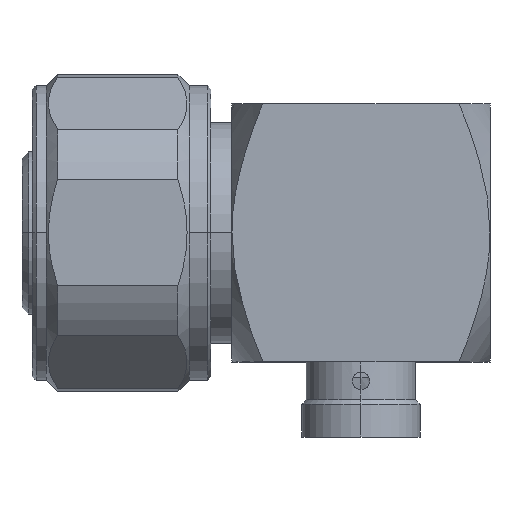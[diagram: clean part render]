
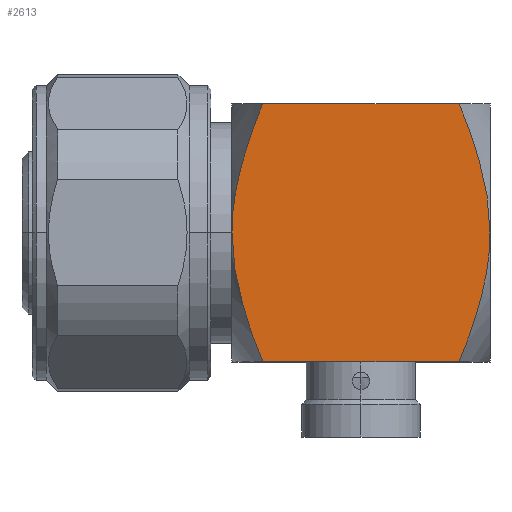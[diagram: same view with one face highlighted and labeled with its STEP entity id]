
A CAD part, top view. The second image highlights one B-rep face of the part: STEP entity #2613.
In plain terms, the highlighted planar face has unit normal (0, 0, 1).
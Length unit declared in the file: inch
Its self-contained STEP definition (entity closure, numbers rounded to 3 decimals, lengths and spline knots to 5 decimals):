
#51 = CARTESIAN_POINT ( 'NONE',  ( -0.37402, 0.03245, 0.37402 ) ) ;
#159 = CARTESIAN_POINT ( 'NONE',  ( -0.32975, 0.25264, 0.37402 ) ) ;
#232 = CARTESIAN_POINT ( 'NONE',  ( -0.28457, 0.37402, 0.37402 ) ) ;
#276 = CARTESIAN_POINT ( 'NONE',  ( 0.37341, -0.03233, 0.37402 ) ) ;
#362 = CARTESIAN_POINT ( 'NONE',  ( -0.3393, -0.22218, 0.37402 ) ) ;
#462 = EDGE_LOOP ( 'NONE', ( #727, #1038, #2169, #5599, #5546, #3658 ) ) ;
#464 = CARTESIAN_POINT ( 'NONE',  ( 0., 0., 0.37402 ) ) ;
#559 = CARTESIAN_POINT ( 'NONE',  ( 0.28457, 0.37402, 0.37402 ) ) ;
#590 = CARTESIAN_POINT ( 'NONE',  ( 0.32975, 0.25264, 0.37402 ) ) ;
#665 = VERTEX_POINT ( 'NONE', #232 ) ;
#707 = CARTESIAN_POINT ( 'NONE',  ( 0.37402, -0.01608, 0.37402 ) ) ;
#727 = ORIENTED_EDGE ( 'NONE', *, *, #4688, .F. ) ;
#733 = CARTESIAN_POINT ( 'NONE',  ( 0.32965, -0.25294, 0.37402 ) ) ;
#825 = CARTESIAN_POINT ( 'NONE',  ( -0.37341, -0.03233, 0.37402 ) ) ;
#979 = CARTESIAN_POINT ( 'NONE',  ( -0.37155, 0.0645, 0.37402 ) ) ;
#1010 = CARTESIAN_POINT ( 'NONE',  ( -0.37402, 0., 0.37402 ) ) ;
#1038 = ORIENTED_EDGE ( 'NONE', *, *, #5041, .T. ) ;
#1045 = CARTESIAN_POINT ( 'NONE',  ( -0.35578, 0.15935, 0.37402 ) ) ;
#1074 = CARTESIAN_POINT ( 'NONE',  ( 0.35563, -0.15999, 0.37402 ) ) ;
#1102 = CARTESIAN_POINT ( 'NONE',  ( 0.371, -0.0647, 0.37402 ) ) ;
#1118 = CARTESIAN_POINT ( 'NONE',  ( -0.28457, -0.37402, 0.37402 ) ) ;
#1168 = EDGE_CURVE ( 'NONE', #2831, #3700, #3408, .T. ) ;
#1204 = EDGE_CURVE ( 'NONE', #3700, #665, #3206, .T. ) ;
#1212 = AXIS2_PLACEMENT_3D ( 'NONE', #464, #1456, #1854 ) ;
#1334 = CARTESIAN_POINT ( 'NONE',  ( 0.28457, -0.37402, 0.37402 ) ) ;
#1380 = CARTESIAN_POINT ( 'NONE',  ( -0.33946, 0.22165, 0.37402 ) ) ;
#1456 = DIRECTION ( 'NONE',  ( 0., 0., -1. ) ) ;
#1506 = B_SPLINE_CURVE_WITH_KNOTS ( 'NONE', 3,
 ( #5021, #707, #276, #1102, #4994, #2858, #1074, #2430, #733, #3779, #4579, #5419 ),
 .UNSPECIFIED., .F., .F.,
 ( 4, 2, 2, 2, 2, 4 ),
 ( 0.0345, 0.03571, 0.03693, 0.03936, 0.04179, 0.04423 ),
 .UNSPECIFIED. ) ;
#1671 = CARTESIAN_POINT ( 'NONE',  ( -0.30835, -0.31402, 0.37402 ) ) ;
#1745 = VECTOR ( 'NONE', #2431, 39.37008 ) ;
#1854 = DIRECTION ( 'NONE',  ( -1., 0., 0. ) ) ;
#1893 = CARTESIAN_POINT ( 'NONE',  ( -0.30838, 0.31393, 0.37402 ) ) ;
#2089 = CARTESIAN_POINT ( 'NONE',  ( -0.36231, -0.12857, 0.37402 ) ) ;
#2169 = ORIENTED_EDGE ( 'NONE', *, *, #1204, .F. ) ;
#2255 = CARTESIAN_POINT ( 'NONE',  ( -0.36242, 0.12795, 0.37402 ) ) ;
#2288 = CARTESIAN_POINT ( 'NONE',  ( 0.29678, 0.34412, 0.37402 ) ) ;
#2318 = CARTESIAN_POINT ( 'NONE',  ( 0.33946, 0.22165, 0.37402 ) ) ;
#2430 = CARTESIAN_POINT ( 'NONE',  ( 0.3393, -0.22218, 0.37402 ) ) ;
#2431 = DIRECTION ( 'NONE',  ( 1., 0., 0. ) ) ;
#2457 = CARTESIAN_POINT ( 'NONE',  ( 0.37402, 0., 0.37402 ) ) ;
#2486 = CARTESIAN_POINT ( 'NONE',  ( 0.37155, 0.0645, 0.37402 ) ) ;
#2543 = CARTESIAN_POINT ( 'NONE',  ( -0.37402, -0.01608, 0.37402 ) ) ;
#2613 = ADVANCED_FACE ( 'NONE', ( #3627 ), #4475, .F. ) ;
#2711 = CARTESIAN_POINT ( 'NONE',  ( -0.28457, 0.37402, 0.37402 ) ) ;
#2747 = CARTESIAN_POINT ( 'NONE',  ( 0.30838, 0.31393, 0.37402 ) ) ;
#2831 = VERTEX_POINT ( 'NONE', #1118 ) ;
#2851 = CARTESIAN_POINT ( 'NONE',  ( -0.37402, 0., 0.37402 ) ) ;
#2858 = CARTESIAN_POINT ( 'NONE',  ( 0.36231, -0.12857, 0.37402 ) ) ;
#2860 = CARTESIAN_POINT ( 'NONE',  ( 0.35578, 0.15935, 0.37402 ) ) ;
#2887 = CARTESIAN_POINT ( 'NONE',  ( 0.37402, 0.03245, 0.37402 ) ) ;
#3045 = B_SPLINE_CURVE_WITH_KNOTS ( 'NONE', 3,
 ( #559, #2288, #2747, #590, #2318, #2860, #4153, #2486, #2887, #2457 ),
 .UNSPECIFIED., .F., .F.,
 ( 4, 2, 2, 2, 4 ),
 ( 0.02468, 0.02713, 0.02959, 0.03204, 0.0345 ),
 .UNSPECIFIED. ) ;
#3122 = CARTESIAN_POINT ( 'NONE',  ( 0.28457, 0.37402, 0.37402 ) ) ;
#3206 = B_SPLINE_CURVE_WITH_KNOTS ( 'NONE', 3,
 ( #1010, #51, #979, #2255, #1045, #1380, #159, #1893, #4002, #2711 ),
 .UNSPECIFIED., .F., .F.,
 ( 4, 2, 2, 2, 4 ),
 ( 0.02035, 0.02283, 0.0253, 0.02778, 0.03026 ),
 .UNSPECIFIED. ) ;
#3257 = EDGE_CURVE ( 'NONE', #4447, #5297, #1506, .T. ) ;
#3408 = B_SPLINE_CURVE_WITH_KNOTS ( 'NONE', 3,
 ( #4700, #5645, #1671, #4267, #362, #3411, #2089, #3835, #4727, #825, #2543, #4293 ),
 .UNSPECIFIED., .F., .F.,
 ( 4, 2, 2, 2, 2, 4 ),
 ( 0.01053, 0.01299, 0.01544, 0.0179, 0.01912, 0.02035 ),
 .UNSPECIFIED. ) ;
#3411 = CARTESIAN_POINT ( 'NONE',  ( -0.35563, -0.15999, 0.37402 ) ) ;
#3627 = FACE_OUTER_BOUND ( 'NONE', #462, .T. ) ;
#3658 = ORIENTED_EDGE ( 'NONE', *, *, #3257, .F. ) ;
#3700 = VERTEX_POINT ( 'NONE', #2851 ) ;
#3779 = CARTESIAN_POINT ( 'NONE',  ( 0.30835, -0.31402, 0.37402 ) ) ;
#3835 = CARTESIAN_POINT ( 'NONE',  ( -0.36922, -0.08075, 0.37402 ) ) ;
#4002 = CARTESIAN_POINT ( 'NONE',  ( -0.29678, 0.34412, 0.37402 ) ) ;
#4153 = CARTESIAN_POINT ( 'NONE',  ( 0.36242, 0.12795, 0.37402 ) ) ;
#4205 = LINE ( 'NONE', #4607, #1745 ) ;
#4267 = CARTESIAN_POINT ( 'NONE',  ( -0.32965, -0.25294, 0.37402 ) ) ;
#4293 = CARTESIAN_POINT ( 'NONE',  ( -0.37402, 0., 0.37402 ) ) ;
#4447 = VERTEX_POINT ( 'NONE', #5622 ) ;
#4475 = PLANE ( 'NONE',  #1212 ) ;
#4477 = VECTOR ( 'NONE', #5583, 39.37008 ) ;
#4579 = CARTESIAN_POINT ( 'NONE',  ( 0.29676, -0.34416, 0.37402 ) ) ;
#4607 = CARTESIAN_POINT ( 'NONE',  ( -0.37402, -0.37402, 0.37402 ) ) ;
#4688 = EDGE_CURVE ( 'NONE', #5556, #4447, #3045, .T. ) ;
#4700 = CARTESIAN_POINT ( 'NONE',  ( -0.28457, -0.37402, 0.37402 ) ) ;
#4727 = CARTESIAN_POINT ( 'NONE',  ( -0.371, -0.0647, 0.37402 ) ) ;
#4751 = EDGE_CURVE ( 'NONE', #2831, #5297, #4205, .T. ) ;
#4806 = CARTESIAN_POINT ( 'NONE',  ( -0.37402, 0.37402, 0.37402 ) ) ;
#4994 = CARTESIAN_POINT ( 'NONE',  ( 0.36922, -0.08075, 0.37402 ) ) ;
#5021 = CARTESIAN_POINT ( 'NONE',  ( 0.37402, 0., 0.37402 ) ) ;
#5041 = EDGE_CURVE ( 'NONE', #5556, #665, #5245, .T. ) ;
#5245 = LINE ( 'NONE', #4806, #4477 ) ;
#5297 = VERTEX_POINT ( 'NONE', #1334 ) ;
#5419 = CARTESIAN_POINT ( 'NONE',  ( 0.28457, -0.37402, 0.37402 ) ) ;
#5546 = ORIENTED_EDGE ( 'NONE', *, *, #4751, .T. ) ;
#5556 = VERTEX_POINT ( 'NONE', #3122 ) ;
#5583 = DIRECTION ( 'NONE',  ( -1., 0., 0. ) ) ;
#5599 = ORIENTED_EDGE ( 'NONE', *, *, #1168, .F. ) ;
#5622 = CARTESIAN_POINT ( 'NONE',  ( 0.37402, 0., 0.37402 ) ) ;
#5645 = CARTESIAN_POINT ( 'NONE',  ( -0.29676, -0.34416, 0.37402 ) ) ;
